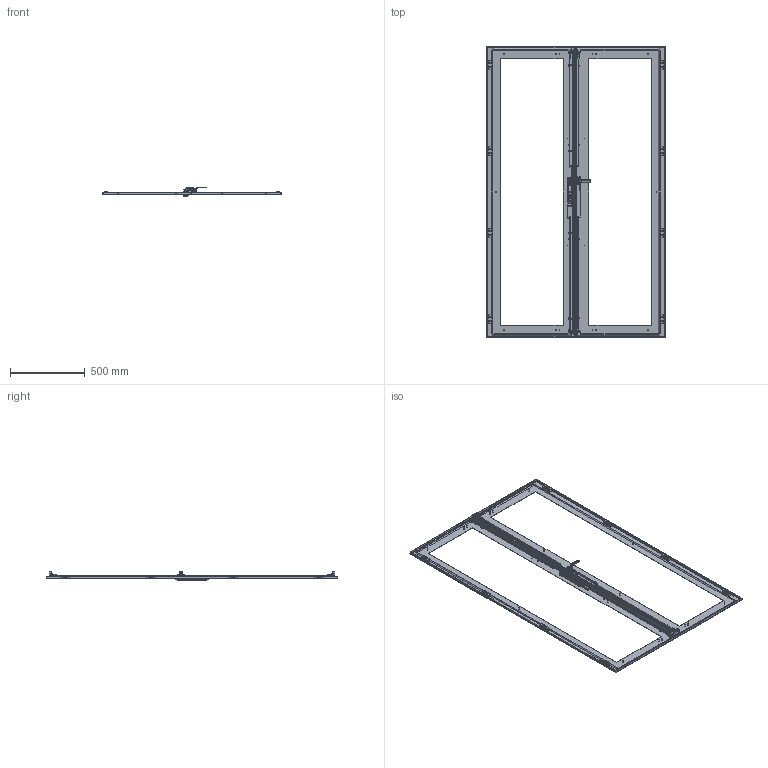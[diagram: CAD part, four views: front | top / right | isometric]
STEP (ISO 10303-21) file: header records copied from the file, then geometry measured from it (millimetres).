
FILE_DESCRIPTION(/* description */ (''),/* implementation_level */ '2;1');
FILE_NAME(/* name */ 'PTDCS200120.stp',/* time_stamp */ '2017-06-20T13:44:42+02:00',/* author */ (''),/* organization */ (''),/* preprocessor_version */ 'ST-DEVELOPER v15',/* originating_system */ 'SIEMENS PLM Software NX 9.0',/* authorisation */ '');
FILE_SCHEMA (('CONFIG_CONTROL_DESIGN'));
Products named in the file (20): 1000-385; 1000-277-07; 92324_VARILLA_CIERRE_4P_2000_2200; 92322_CIERRE_4P_ARGENTA+; Puerta_Activa_2000x6006393; Junta_goma_PA_2000X600; 92346_TERMINACION_VARILLA; 92323_CONTROL_VARILLAS_PLANAS; VARILLA_LISA_2000-2200; Puerta_Inactiva_2000x6009193; Junta_goma_PI_2000x600; 92321_BISAGRA_PUERTA_2M; 91324_PERNO_M5x25; 91323_PERNO_M5x15; CUNA_DOBLE_PUERTA_ARG_stp; 92320_BISAGRA_FONDO_2M; Puerta_activa_2000x600; 1000-u684_asm_stp; Puerta_inactiva_2000X600; PTDCS200120_stp
Assembly tree (66 placements, depth 4):
  PTDCS200120_stp
    92320_BISAGRA_FONDO_2M  x8
    Puerta_inactiva_2000X600
      91323_PERNO_M5x15  x13
      91324_PERNO_M5x25  x2
      92321_BISAGRA_PUERTA_2M  x4
      Junta_goma_PI_2000x600
      Puerta_Inactiva_2000x6009193
      VARILLA_LISA_2000-2200  x2
      92323_CONTROL_VARILLAS_PLANAS
      92346_TERMINACION_VARILLA  x2
      1000-u684_asm_stp
        1000-277-07
        1000-385
    Puerta_activa_2000x600
      91323_PERNO_M5x15  x13
      92321_BISAGRA_PUERTA_2M  x4
      Junta_goma_PA_2000X600
      Puerta_Activa_2000x6006393
      92322_CIERRE_4P_ARGENTA+
      92323_CONTROL_VARILLAS_PLANAS
      92324_VARILLA_CIERRE_4P_2000_2200  x2
      92346_TERMINACION_VARILLA  x2
    CUNA_DOBLE_PUERTA_ARG_stp  x2
Bounding box: 1194 x 1950 x 66.01 mm (x, y, z)
Volume: 2812378.6 mm3; surface area: 2679146.2 mm2
Topology: 82 solids, 93 shells, 4375 faces, 11163 edges, 6933 vertices
Faces by surface type: plane 2147, cylinder 1295, bspline 751, cone 119, sphere 50, torus 13
Full cylindrical faces by diameter (mm): 5 x28, 6.2 x24, 7 x4, 14.5 x16
Entity records: 114274 total; most frequent: CARTESIAN_POINT 53139, ORIENTED_EDGE 14002, DIRECTION 9188, EDGE_CURVE 7001, VERTEX_POINT 4331, AXIS2_PLACEMENT_3D 3246, EDGE_LOOP 2890, ADVANCED_FACE 2760
